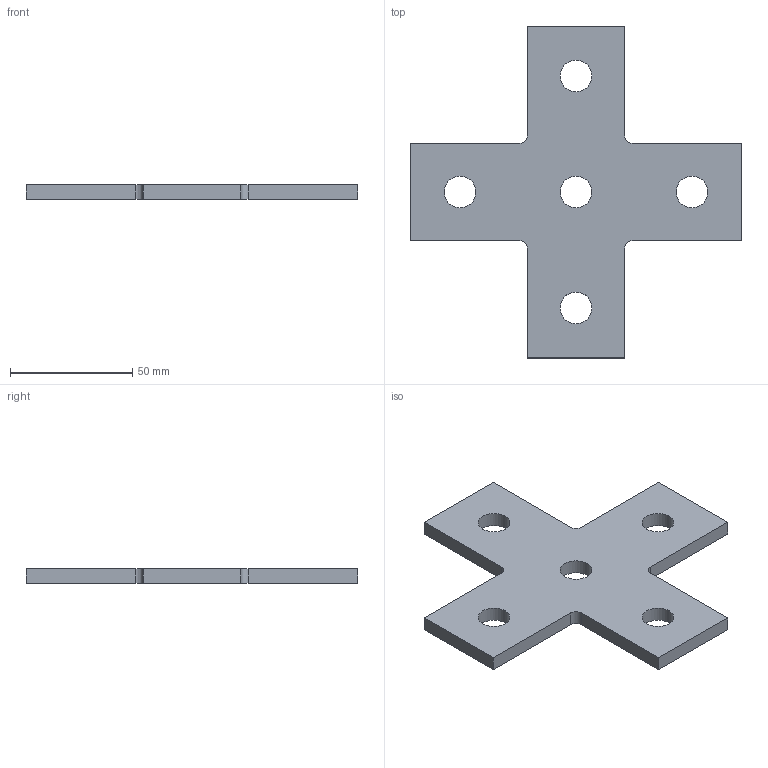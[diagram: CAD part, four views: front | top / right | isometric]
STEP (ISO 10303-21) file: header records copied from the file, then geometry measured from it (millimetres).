
FILE_DESCRIPTION (( 'STEP AP203' ), '1' );
FILE_NAME ('Ïëàñòèíà ñîåäèíèòåëüíàÿ Õ-îáðàçíàÿ_BMD1041HDZ.STEP', '2012-11-16T13:57:11', ( 'Àñååâ' ), ( '' ), 'SwSTEP 2.0', 'SolidWorks 2012', '' );
FILE_SCHEMA (( 'CONFIG_CONTROL_DESIGN' ));
Length unit declared in the file: millimetre
Products named in the file (1): Ïëàñòèíà ñîåäèíèòåëüíàÿ Õ-îáðàçíàÿ_BMD1041HDZ
Bounding box: 136 x 136 x 6 mm (x, y, z)
Volume: 51744.4 mm3; surface area: 21706.4 mm2
Topology: 1 solids, 1 shells, 23 faces, 63 edges, 42 vertices
Faces by surface type: plane 14, cylinder 9
Full cylindrical faces by diameter (mm): 13 x5
Entity records: 807 total; most frequent: DIRECTION 124, CARTESIAN_POINT 124, ORIENTED_EDGE 116, EDGE_CURVE 58, VERTEX_POINT 42, AXIS2_PLACEMENT_3D 42, LINE 40, VECTOR 40
